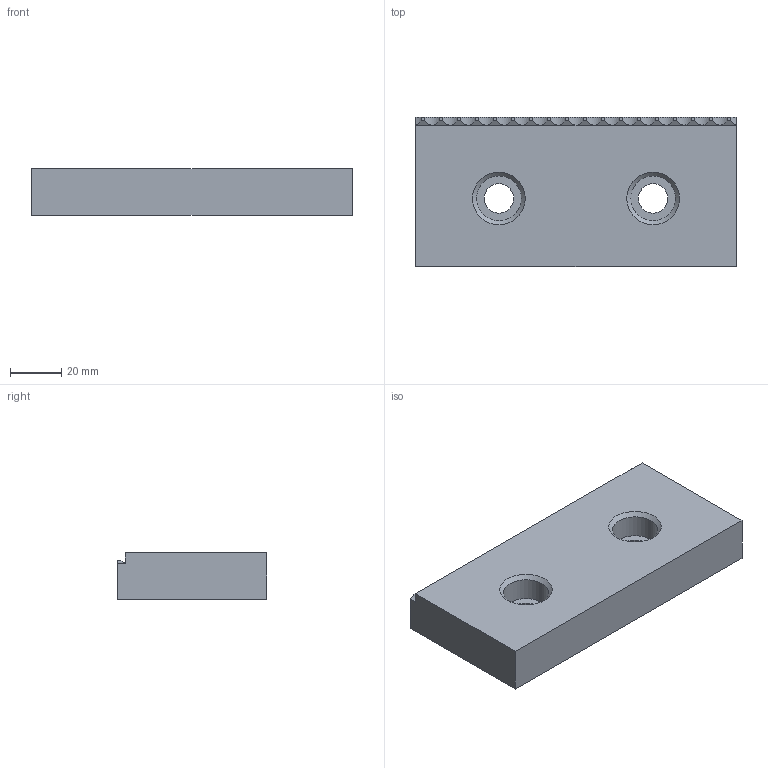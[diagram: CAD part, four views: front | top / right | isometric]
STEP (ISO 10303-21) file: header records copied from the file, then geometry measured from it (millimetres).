
FILE_DESCRIPTION(/* description */ ('','CAx-IF Rec.Pracs.---Representation and Presentation of Product Manufacturing Information (PMI)---4.0---2014-10-13'),/* implementation_level */ '2;1');
FILE_NAME(/* name */ '3AVQ5401L06.stp',/* time_stamp */ '2021-08-27T15:59:19+08:00',/* author */ ('AUTOWELL002'),/* organization */ (''),/* preprocessor_version */ 'ST-DEVELOPER v18',/* originating_system */ 'Autodesk Inventor 2020',/* authorisation */ '');
FILE_SCHEMA (('AP242_MANAGED_MODEL_BASED_3D_ENGINEERING_MIM_LF { 1 0 10303 442 1 1 4 }'));
Length unit declared in the file: millimetre
Products named in the file (1): 3AVQ5401L06
Bounding box: 124.7 x 58 x 18 mm (x, y, z)
Volume: 122044.2 mm3; surface area: 22256.9 mm2
Topology: 1 solids, 1 shells, 72 faces, 220 edges, 182 vertices
Faces by surface type: plane 45, cylinder 23, cone 4
Full cylindrical faces by diameter (mm): 11.5 x2, 17.5 x2
Entity records: 2425 total; most frequent: CARTESIAN_POINT 442, DIRECTION 410, ORIENTED_EDGE 374, EDGE_CURVE 187, AXIS2_PLACEMENT_3D 147, VERTEX_POINT 119, LINE 116, VECTOR 116
